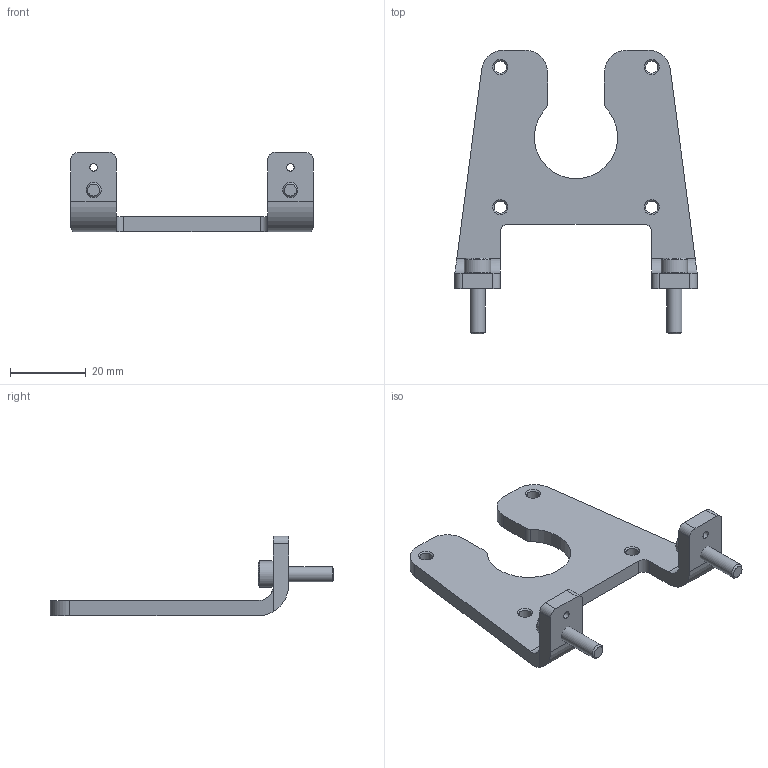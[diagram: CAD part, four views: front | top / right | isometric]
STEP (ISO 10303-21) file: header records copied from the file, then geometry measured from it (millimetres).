
FILE_DESCRIPTION(/* description */ ('STEP AP214'),/* implementation_level */ '2;1');
FILE_NAME(/* name */ '30923_HSR-12-FW',/* time_stamp */ '2024-08-29T12:28:14+02:00',/* author */ ('License CC BY-ND 4.0'),/* organization */ ('CADENAS'),/* preprocessor_version */ 'ST-DEVELOPER v19.3',/* originating_system */ 'PARTsolutions',/* authorisation */ ' ');
FILE_SCHEMA (('AUTOMOTIVE_DESIGN {1 0 10303 214 3 1 1}'));
Length unit declared in the file: millimetre
Products named in the file (3): 30923 HSR-12-FW; 30923 HSR-12-FW-p; DIN-912 - M4x16(F)
Assembly tree (3 placements, depth 2):
  30923 HSR-12-FW
    30923 HSR-12-FW-p
    DIN-912 - M4x16(F)  x2
Bounding box: 64 x 75 x 21 mm (x, y, z)
Volume: 10977.2 mm3; surface area: 7732.3 mm2
Topology: 3 solids, 3 shells, 108 faces, 244 edges, 144 vertices
Faces by surface type: plane 49, cone 30, cylinder 29
Full cylindrical faces by diameter (mm): 2 x2, 3.242 x4, 3.5 x2, 4 x2, 7 x2
Entity records: 2320 total; most frequent: DIRECTION 410, CARTESIAN_POINT 393, ORIENTED_EDGE 336, EDGE_CURVE 168, AXIS2_PLACEMENT_3D 164, FACE_BOUND 121, EDGE_LOOP 120, VERTEX_POINT 117
